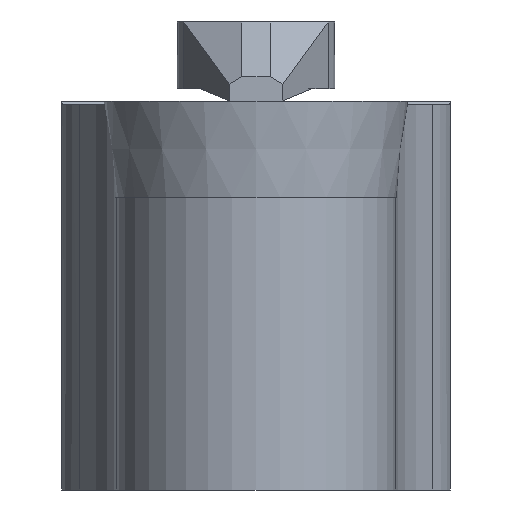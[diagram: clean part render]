
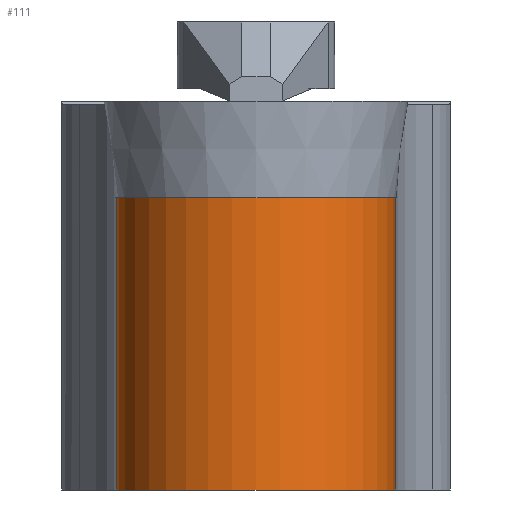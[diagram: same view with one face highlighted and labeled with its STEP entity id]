
A CAD part, left-side view. The second image highlights one B-rep face of the part: STEP entity #111.
In plain terms, the highlighted cylindrical face has radius 11.475 mm (diameter 22.95 mm), a partial arc.
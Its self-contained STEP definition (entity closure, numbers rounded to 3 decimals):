
#71=CYLINDRICAL_SURFACE('',#594,11.475);
#78=FACE_OUTER_BOUND('',#167,.T.);
#111=ADVANCED_FACE('',(#78),#71,.T.);
#167=EDGE_LOOP('',(#234,#235,#236,#237));
#203=CIRCLE('',#592,11.475);
#204=CIRCLE('',#593,11.475);
#234=ORIENTED_EDGE('',*,*,#431,.F.);
#235=ORIENTED_EDGE('',*,*,#432,.T.);
#236=ORIENTED_EDGE('',*,*,#433,.F.);
#237=ORIENTED_EDGE('',*,*,#428,.F.);
#377=VERTEX_POINT('',#825);
#378=VERTEX_POINT('',#827);
#380=VERTEX_POINT('',#833);
#381=VERTEX_POINT('',#835);
#428=EDGE_CURVE('',#377,#378,#494,.T.);
#431=EDGE_CURVE('',#380,#377,#203,.T.);
#432=EDGE_CURVE('',#380,#381,#497,.T.);
#433=EDGE_CURVE('',#378,#381,#204,.T.);
#494=LINE('',#826,#540);
#497=LINE('',#834,#543);
#540=VECTOR('',#659,1.);
#543=VECTOR('',#666,1.);
#592=AXIS2_PLACEMENT_3D('',#832,#664,#665);
#593=AXIS2_PLACEMENT_3D('',#836,#667,#668);
#594=AXIS2_PLACEMENT_3D('',#837,#669,#670);
#659=DIRECTION('',(0.,0.,-1.));
#664=DIRECTION('',(0.,0.,1.));
#665=DIRECTION('',(1.,0.,0.));
#666=DIRECTION('',(0.,0.,-1.));
#667=DIRECTION('',(0.,0.,-1.));
#668=DIRECTION('',(1.,0.,0.));
#669=DIRECTION('',(0.,0.,1.));
#670=DIRECTION('',(1.,0.,0.));
#825=CARTESIAN_POINT('',(12.5,-11.475,-7.94));
#826=CARTESIAN_POINT('',(12.5,-11.475,-35.));
#827=CARTESIAN_POINT('',(12.5,-11.475,-32.));
#832=CARTESIAN_POINT('',(12.5,0.,-7.94));
#833=CARTESIAN_POINT('',(12.5,11.475,-7.94));
#834=CARTESIAN_POINT('',(12.5,11.475,-35.));
#835=CARTESIAN_POINT('',(12.5,11.475,-32.));
#836=CARTESIAN_POINT('',(12.5,0.,-32.));
#837=CARTESIAN_POINT('',(12.5,0.,-35.));
